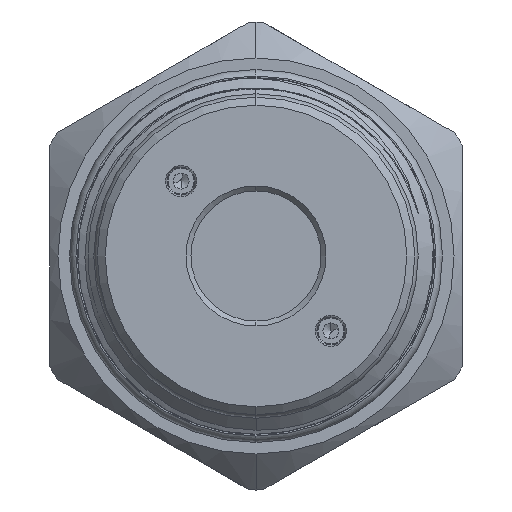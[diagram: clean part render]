
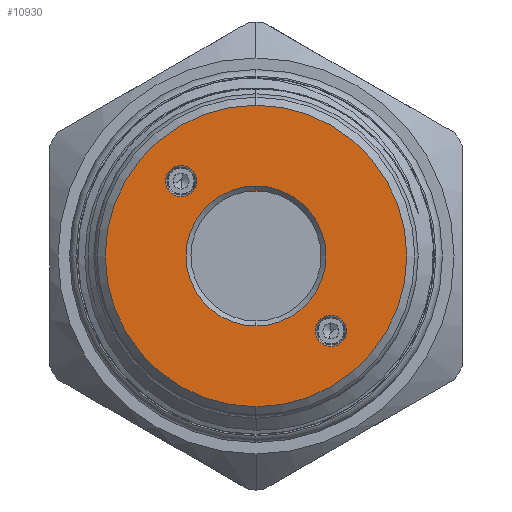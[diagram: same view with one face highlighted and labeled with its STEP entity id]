
A CAD part, left-side view. The second image highlights one B-rep face of the part: STEP entity #10930.
In plain terms, the highlighted planar face has unit normal (-1, 0, 0).
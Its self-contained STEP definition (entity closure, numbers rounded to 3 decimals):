
#416 = EDGE_CURVE ( 'NONE', #10287, #6885, #1375, .T. ) ;
#431 = VERTEX_POINT ( 'NONE', #4892 ) ;
#465 = FACE_BOUND ( 'NONE', #9179, .T. ) ;
#678 = CARTESIAN_POINT ( 'NONE',  ( 5.485, -7.495, -5.935 ) ) ;
#943 = CARTESIAN_POINT ( 'NONE',  ( 5.485, 0., 15.075 ) ) ;
#968 = VERTEX_POINT ( 'NONE', #2019 ) ;
#1116 = CARTESIAN_POINT ( 'NONE',  ( 5.485, 0., 0. ) ) ;
#1317 = CIRCLE ( 'NONE', #4084, 15.075 ) ;
#1332 = CIRCLE ( 'NONE', #5507, 1.561 ) ;
#1375 = CIRCLE ( 'NONE', #7461, 1.561 ) ;
#1477 = AXIS2_PLACEMENT_3D ( 'NONE', #13723, #9511, #13860 ) ;
#1580 = EDGE_CURVE ( 'NONE', #6885, #10287, #9740, .T. ) ;
#1766 = DIRECTION ( 'NONE',  ( -1., 0., 0. ) ) ;
#2019 = CARTESIAN_POINT ( 'NONE',  ( 5.485, 7.495, 9.056 ) ) ;
#2219 = DIRECTION ( 'NONE',  ( 0., 0., -1. ) ) ;
#2411 = DIRECTION ( 'NONE',  ( 1., 0., 0. ) ) ;
#2722 = DIRECTION ( 'NONE',  ( -1., 0., 0. ) ) ;
#3044 = ORIENTED_EDGE ( 'NONE', *, *, #9053, .F. ) ;
#3504 = CARTESIAN_POINT ( 'NONE',  ( 5.485, 0., 7. ) ) ;
#3622 = AXIS2_PLACEMENT_3D ( 'NONE', #7299, #6265, #5201 ) ;
#3690 = DIRECTION ( 'NONE',  ( 0., 0., -1. ) ) ;
#3691 = DIRECTION ( 'NONE',  ( 0., 0., -1. ) ) ;
#3709 = EDGE_CURVE ( 'NONE', #8566, #9713, #6278, .T. ) ;
#3899 = CIRCLE ( 'NONE', #6107, 7. ) ;
#3984 = CARTESIAN_POINT ( 'NONE',  ( 5.485, -7.495, -9.056 ) ) ;
#4031 = DIRECTION ( 'NONE',  ( -1., 0., 0. ) ) ;
#4084 = AXIS2_PLACEMENT_3D ( 'NONE', #1116, #9786, #9831 ) ;
#4547 = EDGE_LOOP ( 'NONE', ( #6256, #4672 ) ) ;
#4672 = ORIENTED_EDGE ( 'NONE', *, *, #3709, .T. ) ;
#4814 = EDGE_LOOP ( 'NONE', ( #12131, #3044 ) ) ;
#4892 = CARTESIAN_POINT ( 'NONE',  ( 5.485, 7.495, 5.935 ) ) ;
#5179 = CARTESIAN_POINT ( 'NONE',  ( 5.485, -7.495, -7.495 ) ) ;
#5201 = DIRECTION ( 'NONE',  ( 0., 0., 1. ) ) ;
#5217 = EDGE_CURVE ( 'NONE', #6946, #13342, #3899, .T. ) ;
#5492 = CARTESIAN_POINT ( 'NONE',  ( 5.485, 0., 0. ) ) ;
#5507 = AXIS2_PLACEMENT_3D ( 'NONE', #11346, #1766, #9365 ) ;
#5802 = AXIS2_PLACEMENT_3D ( 'NONE', #7977, #2722, #3691 ) ;
#6107 = AXIS2_PLACEMENT_3D ( 'NONE', #5492, #2411, #2219 ) ;
#6127 = CARTESIAN_POINT ( 'NONE',  ( 5.485, -7.495, -7.495 ) ) ;
#6256 = ORIENTED_EDGE ( 'NONE', *, *, #10149, .T. ) ;
#6265 = DIRECTION ( 'NONE',  ( -1., 0., 0. ) ) ;
#6278 = CIRCLE ( 'NONE', #5802, 15.075 ) ;
#6697 = AXIS2_PLACEMENT_3D ( 'NONE', #5179, #4031, #11646 ) ;
#6885 = VERTEX_POINT ( 'NONE', #678 ) ;
#6946 = VERTEX_POINT ( 'NONE', #3504 ) ;
#7097 = ORIENTED_EDGE ( 'NONE', *, *, #1580, .F. ) ;
#7228 = CARTESIAN_POINT ( 'NONE',  ( 5.485, 0., -7. ) ) ;
#7299 = CARTESIAN_POINT ( 'NONE',  ( 5.485, 7.495, 7.495 ) ) ;
#7461 = AXIS2_PLACEMENT_3D ( 'NONE', #6127, #11441, #12388 ) ;
#7476 = CIRCLE ( 'NONE', #8544, 7. ) ;
#7676 = EDGE_CURVE ( 'NONE', #13342, #6946, #7476, .T. ) ;
#7977 = CARTESIAN_POINT ( 'NONE',  ( 5.485, 0., 0. ) ) ;
#8099 = CARTESIAN_POINT ( 'NONE',  ( 5.485, 0., -15.075 ) ) ;
#8544 = AXIS2_PLACEMENT_3D ( 'NONE', #13216, #10139, #3690 ) ;
#8566 = VERTEX_POINT ( 'NONE', #943 ) ;
#9053 = EDGE_CURVE ( 'NONE', #431, #968, #1332, .T. ) ;
#9125 = EDGE_CURVE ( 'NONE', #968, #431, #12427, .T. ) ;
#9179 = EDGE_LOOP ( 'NONE', ( #12731, #11487 ) ) ;
#9365 = DIRECTION ( 'NONE',  ( 0., 0., 1. ) ) ;
#9511 = DIRECTION ( 'NONE',  ( 1., 0., 0. ) ) ;
#9535 = ORIENTED_EDGE ( 'NONE', *, *, #416, .F. ) ;
#9713 = VERTEX_POINT ( 'NONE', #8099 ) ;
#9740 = CIRCLE ( 'NONE', #6697, 1.561 ) ;
#9786 = DIRECTION ( 'NONE',  ( -1., 0., 0. ) ) ;
#9831 = DIRECTION ( 'NONE',  ( 0., 0., -1. ) ) ;
#10139 = DIRECTION ( 'NONE',  ( 1., 0., 0. ) ) ;
#10149 = EDGE_CURVE ( 'NONE', #9713, #8566, #1317, .T. ) ;
#10287 = VERTEX_POINT ( 'NONE', #3984 ) ;
#10930 = ADVANCED_FACE ( 'NONE', ( #465, #13583, #11375, #12570 ), #12641, .F. ) ;
#11346 = CARTESIAN_POINT ( 'NONE',  ( 5.485, 7.495, 7.495 ) ) ;
#11375 = FACE_OUTER_BOUND ( 'NONE', #4547, .T. ) ;
#11441 = DIRECTION ( 'NONE',  ( -1., 0., 0. ) ) ;
#11464 = EDGE_LOOP ( 'NONE', ( #9535, #7097 ) ) ;
#11487 = ORIENTED_EDGE ( 'NONE', *, *, #7676, .T. ) ;
#11646 = DIRECTION ( 'NONE',  ( 0., 0., -1. ) ) ;
#12131 = ORIENTED_EDGE ( 'NONE', *, *, #9125, .F. ) ;
#12388 = DIRECTION ( 'NONE',  ( 0., 0., -1. ) ) ;
#12427 = CIRCLE ( 'NONE', #3622, 1.561 ) ;
#12570 = FACE_BOUND ( 'NONE', #11464, .T. ) ;
#12641 = PLANE ( 'NONE',  #1477 ) ;
#12731 = ORIENTED_EDGE ( 'NONE', *, *, #5217, .T. ) ;
#13216 = CARTESIAN_POINT ( 'NONE',  ( 5.485, 0., 0. ) ) ;
#13342 = VERTEX_POINT ( 'NONE', #7228 ) ;
#13583 = FACE_BOUND ( 'NONE', #4814, .T. ) ;
#13723 = CARTESIAN_POINT ( 'NONE',  ( 5.485, 0., 0. ) ) ;
#13860 = DIRECTION ( 'NONE',  ( 0., 0., -1. ) ) ;
